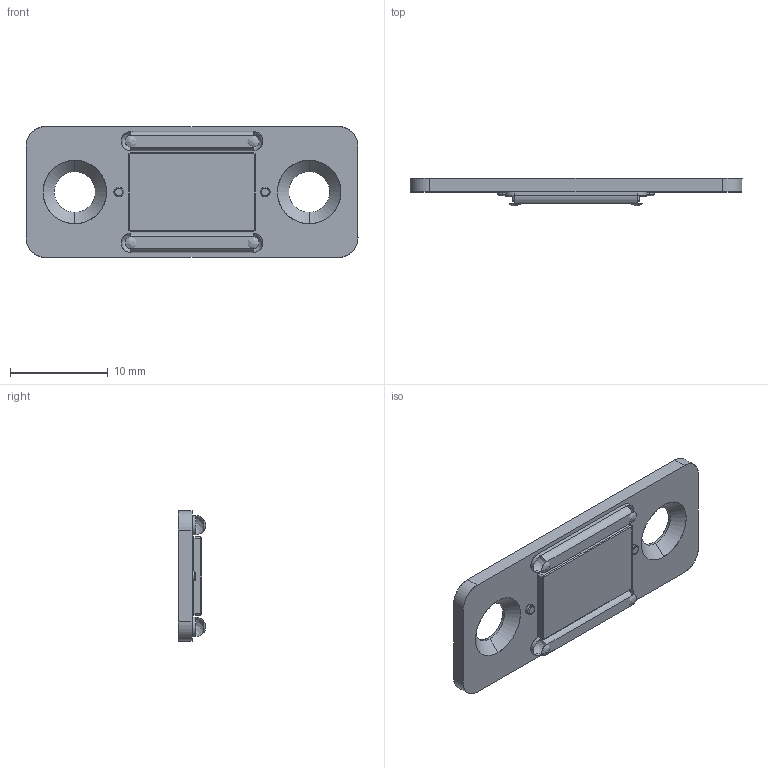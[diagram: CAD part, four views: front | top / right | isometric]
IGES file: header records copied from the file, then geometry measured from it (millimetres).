
Start section: SolidWorks IGES file using analytic representation for surfaces
Global section: file name: TL_426.IGS; native system: SolidWorks 2015; preprocessor: SolidWorks 2015; author: Yoshitsune; date: 180821.102929; units: millimetre
Bounding box: 34 x 2.79 x 13.4 mm (x, y, z)
Surface area: 1180.7 mm2 (no closed solid volume)
Topology: 0 solids, 0 shells, 76 faces, 732 edges, 724 vertices
Faces by surface type: revolution 40, bspline 36
